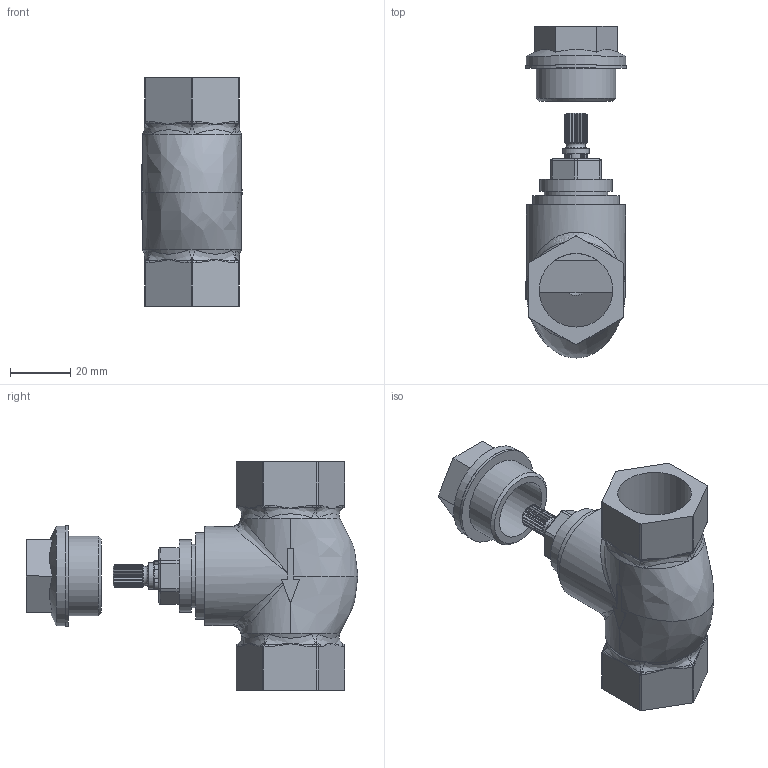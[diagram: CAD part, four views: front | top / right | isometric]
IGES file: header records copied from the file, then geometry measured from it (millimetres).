
Global section: file name: No Iges File Name specified; native system: Autodesk Inventor 2012; preprocessor: AutoDesk Inventor Iges Exporter R2012; author: adaniels; date: 20120911.112855; units: millimetre
Bounding box: 33.5 x 110.6 x 76.2 mm (x, y, z)
Volume: 58115.2 mm3; surface area: 33190.5 mm2
Topology: 6 solids, 6 shells, 516 faces, 1303 edges, 815 vertices
Faces by surface type: plane 228, cylinder 155, bspline 57, revolution 36, torus 24, cone 16
Full cylindrical faces by diameter (mm): 5.8 x1, 8.85 x1, 21.1 x1, 22.5 x1, 23.85 x1, 24 x1, 24.2 x1, 26.44 x1, 26.441 x1, 28.85 x1, 33 x1, 33.2 x1, 33.5 x1
